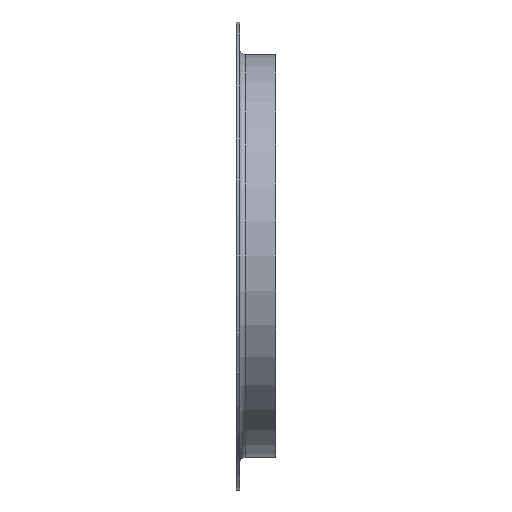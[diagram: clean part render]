
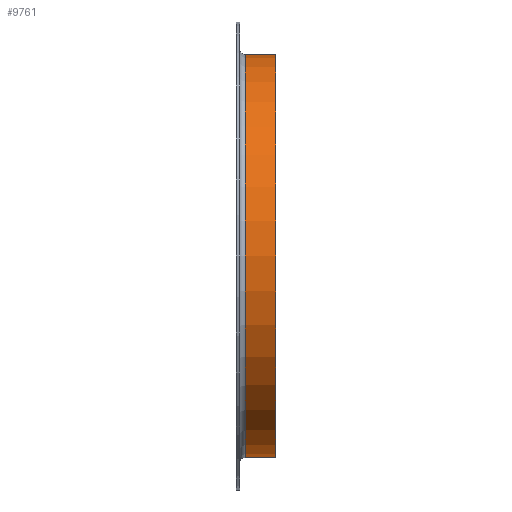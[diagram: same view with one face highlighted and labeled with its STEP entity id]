
A CAD part, front view. The second image highlights one B-rep face of the part: STEP entity #9761.
In plain terms, the highlighted cylindrical face has radius 229 mm (diameter 458 mm), a full revolution.
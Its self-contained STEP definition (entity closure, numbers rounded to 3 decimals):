
#368 = DIRECTION ( 'NONE',  ( -1., 0., 0. ) ) ;
#631 = CYLINDRICAL_SURFACE ( 'NONE', #13083, 229. ) ;
#2565 = EDGE_LOOP ( 'NONE', ( #3618 ) ) ;
#2812 = DIRECTION ( 'NONE',  ( -1., 0., 0. ) ) ;
#3044 = CARTESIAN_POINT ( 'NONE',  ( 0., 0., 0. ) ) ;
#3285 = VERTEX_POINT ( 'NONE', #11787 ) ;
#3618 = ORIENTED_EDGE ( 'NONE', *, *, #12095, .T. ) ;
#4029 = CARTESIAN_POINT ( 'NONE',  ( 10., 0., 0. ) ) ;
#4372 = VERTEX_POINT ( 'NONE', #4447 ) ;
#4447 = CARTESIAN_POINT ( 'NONE',  ( 45., 0., 229. ) ) ;
#5177 = EDGE_LOOP ( 'NONE', ( #11271 ) ) ;
#5646 = EDGE_CURVE ( 'NONE', #3285, #3285, #5820, .T. ) ;
#5820 = CIRCLE ( 'NONE', #14529, 229. ) ;
#6650 = DIRECTION ( 'NONE',  ( 0., 0., 1. ) ) ;
#7560 = DIRECTION ( 'NONE',  ( 0., 0., 1. ) ) ;
#8524 = AXIS2_PLACEMENT_3D ( 'NONE', #10383, #10308, #6650 ) ;
#9761 = ADVANCED_FACE ( 'NONE', ( #11310, #11156 ), #631, .T. ) ;
#10308 = DIRECTION ( 'NONE',  ( -1., 0., 0. ) ) ;
#10383 = CARTESIAN_POINT ( 'NONE',  ( 45., 0., 0. ) ) ;
#11156 = FACE_OUTER_BOUND ( 'NONE', #2565, .T. ) ;
#11271 = ORIENTED_EDGE ( 'NONE', *, *, #5646, .F. ) ;
#11310 = FACE_OUTER_BOUND ( 'NONE', #5177, .T. ) ;
#11787 = CARTESIAN_POINT ( 'NONE',  ( 10., 0., 229. ) ) ;
#12095 = EDGE_CURVE ( 'NONE', #4372, #4372, #12272, .T. ) ;
#12272 = CIRCLE ( 'NONE', #8524, 229. ) ;
#13083 = AXIS2_PLACEMENT_3D ( 'NONE', #3044, #2812, #7560 ) ;
#13470 = DIRECTION ( 'NONE',  ( 0., 0., 1. ) ) ;
#14529 = AXIS2_PLACEMENT_3D ( 'NONE', #4029, #368, #13470 ) ;
